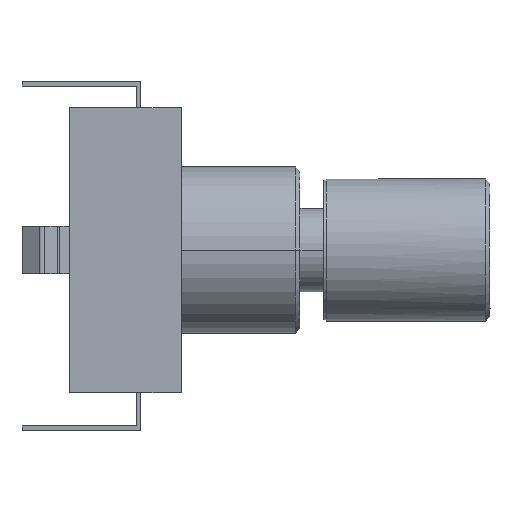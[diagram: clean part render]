
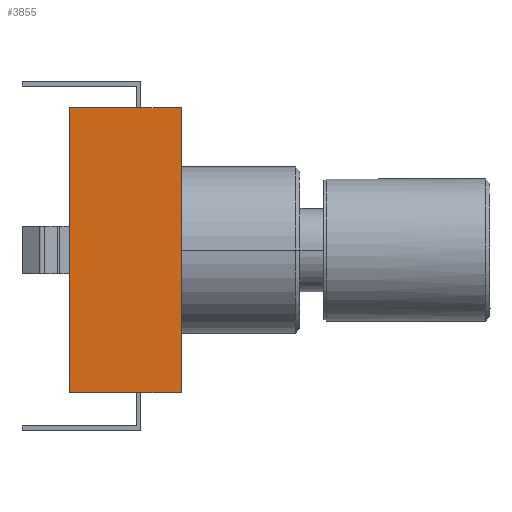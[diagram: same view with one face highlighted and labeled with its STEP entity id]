
A CAD part, left-side view. The second image highlights one B-rep face of the part: STEP entity #3855.
In plain terms, the highlighted free-form (B-spline) face has degree [1, 1] with [2, 2] control points.
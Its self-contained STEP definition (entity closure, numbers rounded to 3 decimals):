
#2821 = B_SPLINE_SURFACE_WITH_KNOTS('',1,1,(
    (#2822,#2823)
    ,(#2824,#2825
    )),.UNSPECIFIED.,.F.,.F.,.F.,(2,2),(2,2),(-0.234,11.934),(-0.094,
    4.794),.PIECEWISE_BEZIER_KNOTS.);
#2822 = CARTESIAN_POINT('',(30.916,-14.456,-61.));
#2823 = CARTESIAN_POINT('',(30.916,-19.344,-61.));
#2824 = CARTESIAN_POINT('',(43.084,-14.456,-61.));
#2825 = CARTESIAN_POINT('',(43.084,-19.344,-61.));
#2889 = VERTEX_POINT('',#2890);
#2890 = CARTESIAN_POINT('',(31.15,-19.25,-61.));
#2904 = B_SPLINE_SURFACE_WITH_KNOTS('',1,1,(
    (#2905,#2906)
    ,(#2907,#2908
  )),.UNSPECIFIED.,.F.,.F.,.F.,(2,2),(2,2),(-6.084,6.084),(-6.24,6.24),
  .PIECEWISE_BEZIER_KNOTS.);
#2905 = CARTESIAN_POINT('',(30.916,-19.25,-61.24));
#2906 = CARTESIAN_POINT('',(30.916,-19.25,-48.76));
#2907 = CARTESIAN_POINT('',(43.084,-19.25,-61.24));
#2908 = CARTESIAN_POINT('',(43.084,-19.25,-48.76));
#2916 = EDGE_CURVE('',#2917,#2889,#2919,.T.);
#2917 = VERTEX_POINT('',#2918);
#2918 = CARTESIAN_POINT('',(31.15,-14.55,-61.));
#2919 = SURFACE_CURVE('',#2920,(#2924,#2931),.PCURVE_S1.);
#2920 = LINE('',#2921,#2922);
#2921 = CARTESIAN_POINT('',(31.15,-14.55,-61.));
#2922 = VECTOR('',#2923,1.);
#2923 = DIRECTION('',(0.,-1.,0.));
#2924 = PCURVE('',#2821,#2925);
#2925 = DEFINITIONAL_REPRESENTATION('',(#2926),#2930);
#2926 = LINE('',#2927,#2928);
#2927 = CARTESIAN_POINT('',(0.,0.));
#2928 = VECTOR('',#2929,1.);
#2929 = DIRECTION('',(0.,1.));
#2930 = ( GEOMETRIC_REPRESENTATION_CONTEXT(2) 
PARAMETRIC_REPRESENTATION_CONTEXT() REPRESENTATION_CONTEXT('2D SPACE',''
  ) );
#2931 = PCURVE('',#2932,#2937);
#2932 = B_SPLINE_SURFACE_WITH_KNOTS('',1,1,(
    (#2933,#2934)
    ,(#2935,#2936
  )),.UNSPECIFIED.,.F.,.F.,.F.,(2,2),(2,2),(-0.24,12.24),(-0.094,
    4.794),.PIECEWISE_BEZIER_KNOTS.);
#2933 = CARTESIAN_POINT('',(31.15,-14.456,-48.76));
#2934 = CARTESIAN_POINT('',(31.15,-19.344,-48.76));
#2935 = CARTESIAN_POINT('',(31.15,-14.456,-61.24));
#2936 = CARTESIAN_POINT('',(31.15,-19.344,-61.24));
#2937 = DEFINITIONAL_REPRESENTATION('',(#2938),#2942);
#2938 = LINE('',#2939,#2940);
#2939 = CARTESIAN_POINT('',(12.,0.));
#2940 = VECTOR('',#2941,1.);
#2941 = DIRECTION('',(0.,1.));
#2942 = ( GEOMETRIC_REPRESENTATION_CONTEXT(2) 
PARAMETRIC_REPRESENTATION_CONTEXT() REPRESENTATION_CONTEXT('2D SPACE',''
  ) );
#2958 = B_SPLINE_SURFACE_WITH_KNOTS('',1,1,(
    (#2959,#2960)
    ,(#2961,#2962
  )),.UNSPECIFIED.,.F.,.F.,.F.,(2,2),(2,2),(-6.084,6.084),(-6.24,6.24),
  .PIECEWISE_BEZIER_KNOTS.);
#2959 = CARTESIAN_POINT('',(30.916,-14.55,-61.24));
#2960 = CARTESIAN_POINT('',(30.916,-14.55,-48.76));
#2961 = CARTESIAN_POINT('',(43.084,-14.55,-61.24));
#2962 = CARTESIAN_POINT('',(43.084,-14.55,-48.76));
#3783 = EDGE_CURVE('',#3784,#2917,#3786,.T.);
#3784 = VERTEX_POINT('',#3785);
#3785 = CARTESIAN_POINT('',(31.15,-14.55,-49.));
#3786 = SURFACE_CURVE('',#3787,(#3791,#3798),.PCURVE_S1.);
#3787 = LINE('',#3788,#3789);
#3788 = CARTESIAN_POINT('',(31.15,-14.55,-49.));
#3789 = VECTOR('',#3790,1.);
#3790 = DIRECTION('',(0.,0.,-1.));
#3791 = PCURVE('',#2958,#3792);
#3792 = DEFINITIONAL_REPRESENTATION('',(#3793),#3797);
#3793 = LINE('',#3794,#3795);
#3794 = CARTESIAN_POINT('',(-5.85,6.));
#3795 = VECTOR('',#3796,1.);
#3796 = DIRECTION('',(0.,-1.));
#3797 = ( GEOMETRIC_REPRESENTATION_CONTEXT(2) 
PARAMETRIC_REPRESENTATION_CONTEXT() REPRESENTATION_CONTEXT('2D SPACE',''
  ) );
#3798 = PCURVE('',#2932,#3799);
#3799 = DEFINITIONAL_REPRESENTATION('',(#3800),#3804);
#3800 = LINE('',#3801,#3802);
#3801 = CARTESIAN_POINT('',(0.,0.));
#3802 = VECTOR('',#3803,1.);
#3803 = DIRECTION('',(1.,0.));
#3804 = ( GEOMETRIC_REPRESENTATION_CONTEXT(2) 
PARAMETRIC_REPRESENTATION_CONTEXT() REPRESENTATION_CONTEXT('2D SPACE',''
  ) );
#3844 = B_SPLINE_SURFACE_WITH_KNOTS('',1,1,(
    (#3845,#3846)
    ,(#3847,#3848
    )),.UNSPECIFIED.,.F.,.F.,.F.,(2,2),(2,2),(-0.234,11.934),(-0.094,
    4.794),.PIECEWISE_BEZIER_KNOTS.);
#3845 = CARTESIAN_POINT('',(43.084,-14.456,-49.));
#3846 = CARTESIAN_POINT('',(43.084,-19.344,-49.));
#3847 = CARTESIAN_POINT('',(30.916,-14.456,-49.));
#3848 = CARTESIAN_POINT('',(30.916,-19.344,-49.));
#3855 = ADVANCED_FACE('',(#3856),#2932,.T.);
#3856 = FACE_BOUND('',#3857,.T.);
#3857 = EDGE_LOOP('',(#3858,#3859,#3882,#3903));
#3858 = ORIENTED_EDGE('',*,*,#2916,.T.);
#3859 = ORIENTED_EDGE('',*,*,#3860,.F.);
#3860 = EDGE_CURVE('',#3861,#2889,#3863,.T.);
#3861 = VERTEX_POINT('',#3862);
#3862 = CARTESIAN_POINT('',(31.15,-19.25,-49.));
#3863 = SURFACE_CURVE('',#3864,(#3868,#3875),.PCURVE_S1.);
#3864 = LINE('',#3865,#3866);
#3865 = CARTESIAN_POINT('',(31.15,-19.25,-49.));
#3866 = VECTOR('',#3867,1.);
#3867 = DIRECTION('',(0.,0.,-1.));
#3868 = PCURVE('',#2932,#3869);
#3869 = DEFINITIONAL_REPRESENTATION('',(#3870),#3874);
#3870 = LINE('',#3871,#3872);
#3871 = CARTESIAN_POINT('',(0.,4.7));
#3872 = VECTOR('',#3873,1.);
#3873 = DIRECTION('',(1.,0.));
#3874 = ( GEOMETRIC_REPRESENTATION_CONTEXT(2) 
PARAMETRIC_REPRESENTATION_CONTEXT() REPRESENTATION_CONTEXT('2D SPACE',''
  ) );
#3875 = PCURVE('',#2904,#3876);
#3876 = DEFINITIONAL_REPRESENTATION('',(#3877),#3881);
#3877 = LINE('',#3878,#3879);
#3878 = CARTESIAN_POINT('',(-5.85,6.));
#3879 = VECTOR('',#3880,1.);
#3880 = DIRECTION('',(0.,-1.));
#3881 = ( GEOMETRIC_REPRESENTATION_CONTEXT(2) 
PARAMETRIC_REPRESENTATION_CONTEXT() REPRESENTATION_CONTEXT('2D SPACE',''
  ) );
#3882 = ORIENTED_EDGE('',*,*,#3883,.F.);
#3883 = EDGE_CURVE('',#3784,#3861,#3884,.T.);
#3884 = SURFACE_CURVE('',#3885,(#3889,#3896),.PCURVE_S1.);
#3885 = LINE('',#3886,#3887);
#3886 = CARTESIAN_POINT('',(31.15,-14.55,-49.));
#3887 = VECTOR('',#3888,1.);
#3888 = DIRECTION('',(0.,-1.,0.));
#3889 = PCURVE('',#2932,#3890);
#3890 = DEFINITIONAL_REPRESENTATION('',(#3891),#3895);
#3891 = LINE('',#3892,#3893);
#3892 = CARTESIAN_POINT('',(0.,0.));
#3893 = VECTOR('',#3894,1.);
#3894 = DIRECTION('',(0.,1.));
#3895 = ( GEOMETRIC_REPRESENTATION_CONTEXT(2) 
PARAMETRIC_REPRESENTATION_CONTEXT() REPRESENTATION_CONTEXT('2D SPACE',''
  ) );
#3896 = PCURVE('',#3844,#3897);
#3897 = DEFINITIONAL_REPRESENTATION('',(#3898),#3902);
#3898 = LINE('',#3899,#3900);
#3899 = CARTESIAN_POINT('',(11.7,0.));
#3900 = VECTOR('',#3901,1.);
#3901 = DIRECTION('',(0.,1.));
#3902 = ( GEOMETRIC_REPRESENTATION_CONTEXT(2) 
PARAMETRIC_REPRESENTATION_CONTEXT() REPRESENTATION_CONTEXT('2D SPACE',''
  ) );
#3903 = ORIENTED_EDGE('',*,*,#3783,.T.);
